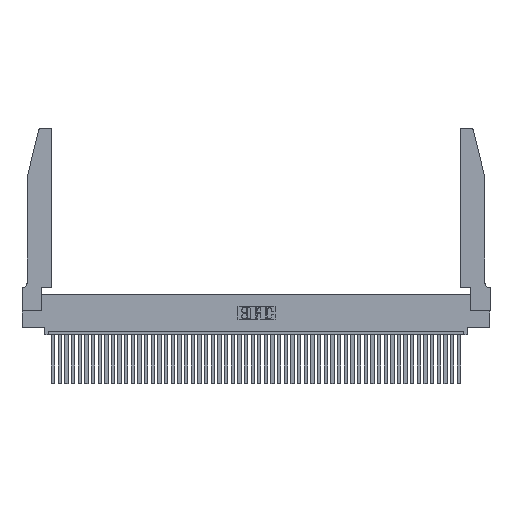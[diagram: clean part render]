
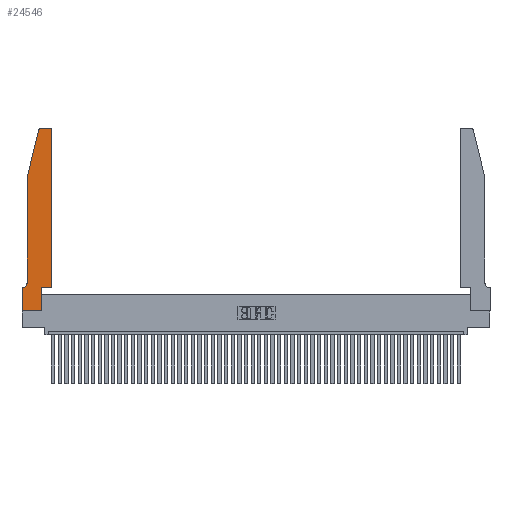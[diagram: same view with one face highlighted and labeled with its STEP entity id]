
A CAD part, top view. The second image highlights one B-rep face of the part: STEP entity #24546.
In plain terms, the highlighted planar face has unit normal (0, 0, 1).
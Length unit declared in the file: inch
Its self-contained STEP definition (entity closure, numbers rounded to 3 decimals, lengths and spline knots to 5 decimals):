
#513 = VECTOR ( 'NONE', #22041, 39.37008 ) ;
#649 = CARTESIAN_POINT ( 'NONE',  ( 0.4505, 0.35, 0.37 ) ) ;
#690 = CARTESIAN_POINT ( 'NONE',  ( 0., 0.35, 0.37 ) ) ;
#1001 = DIRECTION ( 'NONE',  ( 1., 0., 0. ) ) ;
#1413 = AXIS2_PLACEMENT_3D ( 'NONE', #45963, #31213, #20044 ) ;
#1813 = LINE ( 'NONE', #649, #17785 ) ;
#2274 = ORIENTED_EDGE ( 'NONE', *, *, #15353, .T. ) ;
#2794 = EDGE_CURVE ( 'NONE', #42240, #36034, #18918, .T. ) ;
#4345 = ORIENTED_EDGE ( 'NONE', *, *, #41928, .T. ) ;
#4423 = EDGE_CURVE ( 'NONE', #23937, #31180, #27495, .T. ) ;
#4557 = DIRECTION ( 'NONE',  ( 0., -1., 0. ) ) ;
#4735 = CARTESIAN_POINT ( 'NONE',  ( 0.4205, 2.72, 0.37 ) ) ;
#4872 = CARTESIAN_POINT ( 'NONE',  ( 0., 0., 0.37 ) ) ;
#4975 = DIRECTION ( 'NONE',  ( 0., 1., 0. ) ) ;
#5283 = CARTESIAN_POINT ( 'NONE',  ( 0.0755, 0.42, 0.37 ) ) ;
#5665 = CARTESIAN_POINT ( 'NONE',  ( 0.4505, 2.72, 0.37 ) ) ;
#6380 = DIRECTION ( 'NONE',  ( 0., 1., 0. ) ) ;
#7060 = CARTESIAN_POINT ( 'NONE',  ( 0.0755, 2., 0.37 ) ) ;
#7606 = ORIENTED_EDGE ( 'NONE', *, *, #17378, .T. ) ;
#8763 = VECTOR ( 'NONE', #4975, 39.37008 ) ;
#9723 = EDGE_CURVE ( 'NONE', #41518, #11349, #45195, .T. ) ;
#10198 = DIRECTION ( 'NONE',  ( -1., 0., 0. ) ) ;
#10573 = VECTOR ( 'NONE', #38821, 39.37008 ) ;
#10619 = LINE ( 'NONE', #44513, #513 ) ;
#11349 = VERTEX_POINT ( 'NONE', #5665 ) ;
#11735 = CARTESIAN_POINT ( 'NONE',  ( 0., 0., 0.37 ) ) ;
#12269 = DIRECTION ( 'NONE',  ( 1., 0., 0. ) ) ;
#12501 = VERTEX_POINT ( 'NONE', #20579 ) ;
#13167 = CARTESIAN_POINT ( 'NONE',  ( 0.0755, 0.35, 0.37 ) ) ;
#13315 = CARTESIAN_POINT ( 'NONE',  ( 0.2605, 2.75, 0.37 ) ) ;
#13735 = AXIS2_PLACEMENT_3D ( 'NONE', #4735, #42000, #12269 ) ;
#14122 = VECTOR ( 'NONE', #4557, 39.37008 ) ;
#15353 = EDGE_CURVE ( 'NONE', #30337, #35101, #10619, .T. ) ;
#15603 = EDGE_CURVE ( 'NONE', #37871, #30337, #45737, .T. ) ;
#15651 = VECTOR ( 'NONE', #35519, 39.37008 ) ;
#15887 = ORIENTED_EDGE ( 'NONE', *, *, #21161, .T. ) ;
#17261 = CARTESIAN_POINT ( 'NONE',  ( 0.4505, 0.35, 0.37 ) ) ;
#17378 = EDGE_CURVE ( 'NONE', #12501, #28428, #19172, .T. ) ;
#17713 = CIRCLE ( 'NONE', #40681, 0.07 ) ;
#17785 = VECTOR ( 'NONE', #26983, 39.37008 ) ;
#18582 = CARTESIAN_POINT ( 'NONE',  ( 0., 0., 0.37 ) ) ;
#18701 = CARTESIAN_POINT ( 'NONE',  ( 0.284, 2.72, 0.37 ) ) ;
#18755 = VECTOR ( 'NONE', #1001, 39.37008 ) ;
#18918 = LINE ( 'NONE', #13315, #32485 ) ;
#19048 = ORIENTED_EDGE ( 'NONE', *, *, #15603, .T. ) ;
#19172 = LINE ( 'NONE', #13167, #15651 ) ;
#19524 = EDGE_CURVE ( 'NONE', #35101, #12501, #17713, .T. ) ;
#20044 = DIRECTION ( 'NONE',  ( 1., 0., 0. ) ) ;
#20383 = CIRCLE ( 'NONE', #34951, 0.03 ) ;
#20521 = ORIENTED_EDGE ( 'NONE', *, *, #2794, .T. ) ;
#20579 = CARTESIAN_POINT ( 'NONE',  ( 0.0055, 0.35, 0.37 ) ) ;
#20721 = EDGE_CURVE ( 'NONE', #28428, #23937, #46970, .T. ) ;
#21161 = EDGE_CURVE ( 'NONE', #31180, #32539, #46915, .T. ) ;
#21562 = DIRECTION ( 'NONE',  ( 0., 0., -1. ) ) ;
#22041 = DIRECTION ( 'NONE',  ( 0., -1., 0. ) ) ;
#22437 = DIRECTION ( 'NONE',  ( 1., 0., 0. ) ) ;
#22589 = ORIENTED_EDGE ( 'NONE', *, *, #20721, .T. ) ;
#22924 = ORIENTED_EDGE ( 'NONE', *, *, #4423, .T. ) ;
#23363 = CARTESIAN_POINT ( 'NONE',  ( 0.4505, 0.35, 0.37 ) ) ;
#23937 = VERTEX_POINT ( 'NONE', #18582 ) ;
#24546 = ADVANCED_FACE ( 'NONE', ( #26950 ), #38108, .T. ) ;
#26548 = CARTESIAN_POINT ( 'NONE',  ( 0.0755, 2., 0.37 ) ) ;
#26950 = FACE_OUTER_BOUND ( 'NONE', #38406, .T. ) ;
#26983 = DIRECTION ( 'NONE',  ( 1., 0., 0. ) ) ;
#27495 = LINE ( 'NONE', #11735, #18755 ) ;
#27831 = CIRCLE ( 'NONE', #13735, 0.03 ) ;
#28428 = VERTEX_POINT ( 'NONE', #690 ) ;
#28615 = ORIENTED_EDGE ( 'NONE', *, *, #31330, .T. ) ;
#29144 = ORIENTED_EDGE ( 'NONE', *, *, #34212, .T. ) ;
#30337 = VERTEX_POINT ( 'NONE', #26548 ) ;
#31180 = VERTEX_POINT ( 'NONE', #40240 ) ;
#31213 = DIRECTION ( 'NONE',  ( 0., 0., 1. ) ) ;
#31330 = EDGE_CURVE ( 'NONE', #36034, #37871, #20383, .T. ) ;
#32431 = CARTESIAN_POINT ( 'NONE',  ( 0.0055, 0.42, 0.37 ) ) ;
#32485 = VECTOR ( 'NONE', #10198, 39.37008 ) ;
#32539 = VERTEX_POINT ( 'NONE', #46986 ) ;
#34212 = EDGE_CURVE ( 'NONE', #11349, #42240, #27831, .T. ) ;
#34951 = AXIS2_PLACEMENT_3D ( 'NONE', #18701, #44900, #22437 ) ;
#35101 = VERTEX_POINT ( 'NONE', #5283 ) ;
#35230 = CARTESIAN_POINT ( 'NONE',  ( 0.25487, 2.72718, 0.37 ) ) ;
#35519 = DIRECTION ( 'NONE',  ( -1., 0., 0. ) ) ;
#36034 = VERTEX_POINT ( 'NONE', #42582 ) ;
#37871 = VERTEX_POINT ( 'NONE', #35230 ) ;
#38108 = PLANE ( 'NONE',  #1413 ) ;
#38406 = EDGE_LOOP ( 'NONE', ( #20521, #28615, #19048, #2274, #47978, #7606, #22589, #22924, #15887, #4345, #43217, #29144 ) ) ;
#38673 = VECTOR ( 'NONE', #6380, 39.37008 ) ;
#38821 = DIRECTION ( 'NONE',  ( -0.239, -0.971, 0. ) ) ;
#40240 = CARTESIAN_POINT ( 'NONE',  ( 0.2865, 0., 0.37 ) ) ;
#40681 = AXIS2_PLACEMENT_3D ( 'NONE', #32431, #21562, #44511 ) ;
#41518 = VERTEX_POINT ( 'NONE', #17261 ) ;
#41928 = EDGE_CURVE ( 'NONE', #32539, #41518, #1813, .T. ) ;
#42000 = DIRECTION ( 'NONE',  ( 0., 0., 1. ) ) ;
#42240 = VERTEX_POINT ( 'NONE', #44387 ) ;
#42582 = CARTESIAN_POINT ( 'NONE',  ( 0.284, 2.75, 0.37 ) ) ;
#43217 = ORIENTED_EDGE ( 'NONE', *, *, #9723, .T. ) ;
#44387 = CARTESIAN_POINT ( 'NONE',  ( 0.4205, 2.75, 0.37 ) ) ;
#44511 = DIRECTION ( 'NONE',  ( -1., 0., 0. ) ) ;
#44513 = CARTESIAN_POINT ( 'NONE',  ( 0.0755, 2., 0.37 ) ) ;
#44900 = DIRECTION ( 'NONE',  ( 0., 0., 1. ) ) ;
#45195 = LINE ( 'NONE', #23363, #8763 ) ;
#45737 = LINE ( 'NONE', #7060, #10573 ) ;
#45963 = CARTESIAN_POINT ( 'NONE',  ( 0., 0.35, 0.37 ) ) ;
#46915 = LINE ( 'NONE', #47248, #38673 ) ;
#46970 = LINE ( 'NONE', #4872, #14122 ) ;
#46986 = CARTESIAN_POINT ( 'NONE',  ( 0.2865, 0.35, 0.37 ) ) ;
#47248 = CARTESIAN_POINT ( 'NONE',  ( 0.2865, 0.35, 0.37 ) ) ;
#47978 = ORIENTED_EDGE ( 'NONE', *, *, #19524, .T. ) ;
